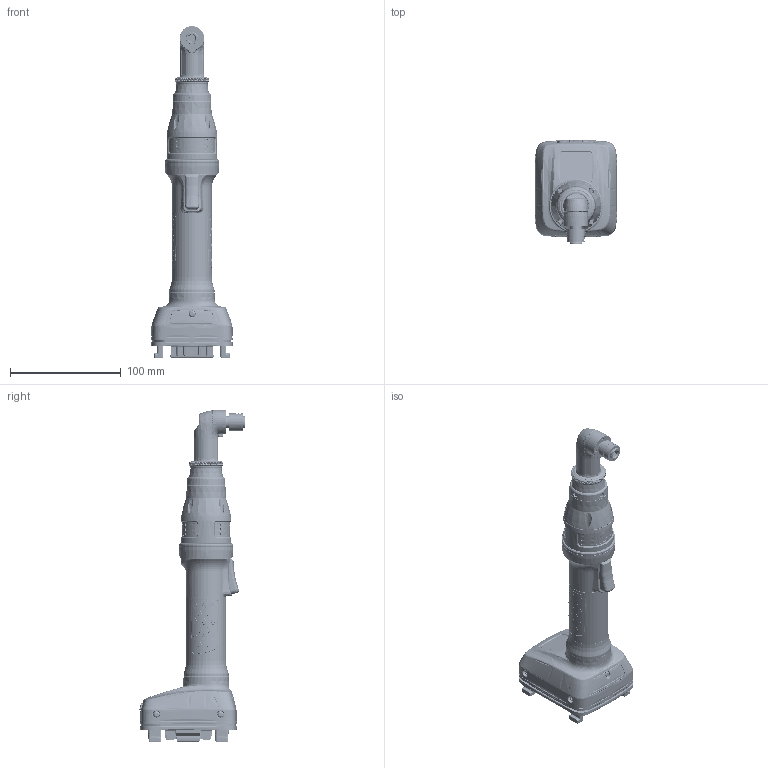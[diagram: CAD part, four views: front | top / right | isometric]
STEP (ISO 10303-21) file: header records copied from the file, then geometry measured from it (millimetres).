
FILE_DESCRIPTION((''),'2;1');
FILE_NAME('EXT_COMP_SW0019','2023-03-14T00:18:16',('INEdipo'),(''),'CREO PARAMETRIC BY PTC INC, 2020281','CREO PARAMETRIC BY PTC INC, 2020281','');
FILE_SCHEMA(('CONFIG_CONTROL_DESIGN'));
Products named in the file (1): EXT_COMP_SW0019
Bounding box: 74.45 x 95 x 300.3 mm (x, y, z)
Volume: 343218.7 mm3; surface area: 117443.9 mm2
Topology: 10 solids, 25 shells, 13430 faces, 30036 edges, 16882 vertices
Faces by surface type: plane 7372, bspline 2050, cylinder 1476, extrusion 1377, torus 704, cone 299, sphere 106, revolution 46
Entity records: 515418 total; most frequent: CARTESIAN_POINT 252200, ORIENTED_EDGE 60032, DIRECTION 42635, EDGE_CURVE 30016, VERTEX_POINT 16882, VECTOR 15161, B_SPLINE_CURVE_WITH_KNOTS 13898, LINE 13784
